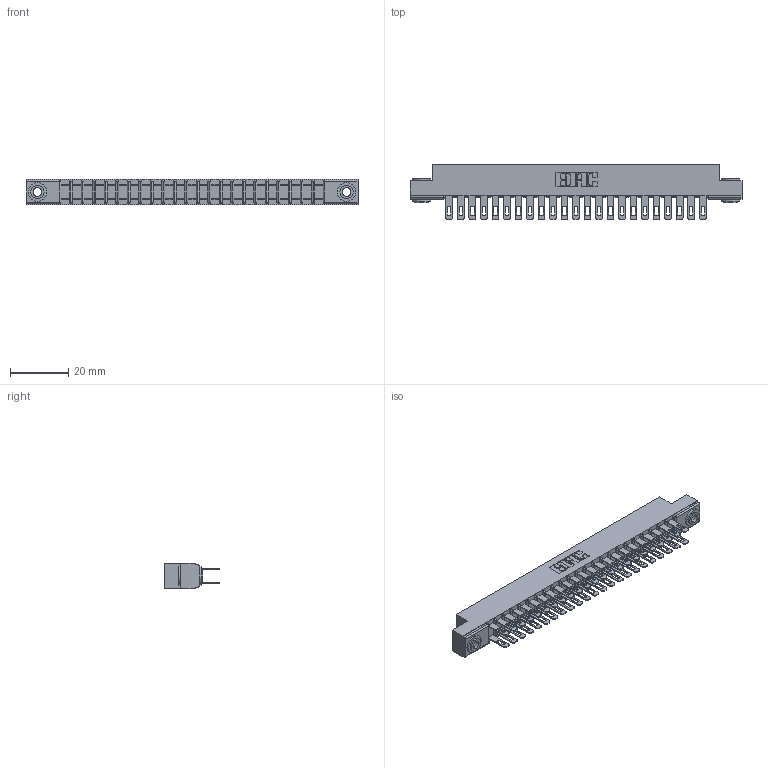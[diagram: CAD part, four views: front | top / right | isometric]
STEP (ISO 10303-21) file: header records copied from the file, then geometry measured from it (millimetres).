
FILE_DESCRIPTION (( 'STEP AP203' ), '1' );
FILE_NAME ('357-046-500-203.STEP', '2018-08-11T12:47:13', ( '' ), ( '' ), 'SwSTEP 2.0', 'SolidWorks 2016', '' );
FILE_SCHEMA (( 'CONFIG_CONTROL_DESIGN' ));
Length unit declared in the file: inch
Products named in the file (4): 345-250-002_345-250-002-102; 357-046-500-203; 307 Part_.156 Dia Mounting Holes; 307-290-001_500
Assembly tree (49 placements, depth 2):
  357-046-500-203
    307 Part_.156 Dia Mounting Holes
    307-290-001_500  x46
    345-250-002_345-250-002-102  x2
Bounding box: 114.15 x 19.18 x 8.71 mm (x, y, z)
Volume: 7599.5 mm3; surface area: 14453.1 mm2
Topology: 49 solids, 49 shells, 2310 faces, 6415 edges, 4146 vertices
Faces by surface type: plane 1474, cylinder 780, sphere 48, cone 8
Entity records: 23835 total; most frequent: CARTESIAN_POINT 3884, ORIENTED_EDGE 3838, DIRECTION 3829, EDGE_CURVE 1919, VECTOR 1455, LINE 1455, VERTEX_POINT 1242, AXIS2_PLACEMENT_3D 1187
